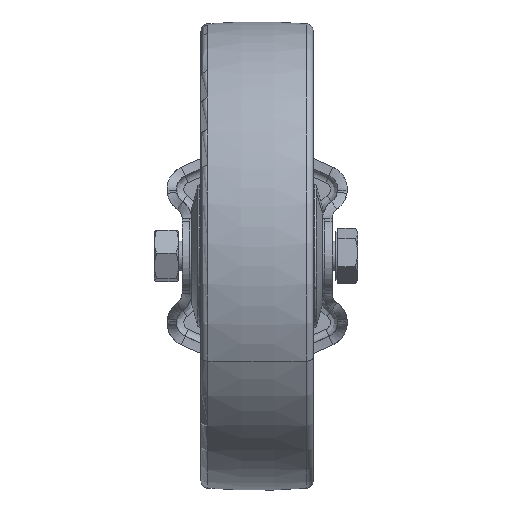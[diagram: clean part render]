
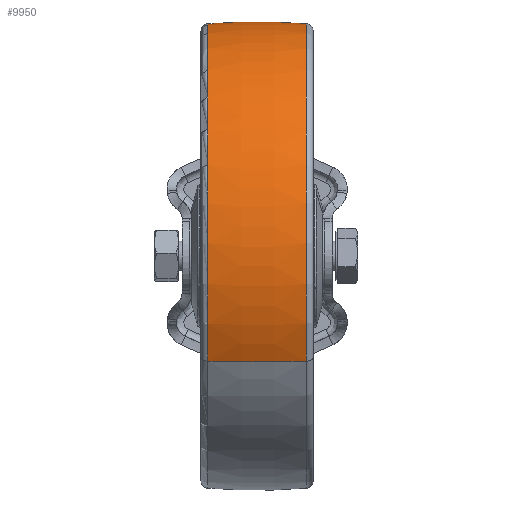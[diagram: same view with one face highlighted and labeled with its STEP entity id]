
A CAD part, front view. The second image highlights one B-rep face of the part: STEP entity #9950.
In plain terms, the highlighted toroidal (fillet/blend) face has major radius 137.5 mm and minor radius 200 mm.
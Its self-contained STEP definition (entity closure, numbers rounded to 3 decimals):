
#1476 = DIRECTION ( 'NONE',  ( -1., 0., 0. ) ) ;
#2320 = VERTEX_POINT ( 'NONE', #29795 ) ;
#2530 = TOROIDAL_SURFACE ( 'NONE', #5275, -137.5, 200. ) ;
#2590 = CARTESIAN_POINT ( 'NONE',  ( -13.131, 62.068, 0. ) ) ;
#4081 = DIRECTION ( 'NONE',  ( 1., 0., 0. ) ) ;
#4816 = DIRECTION ( 'NONE',  ( 0., 0., 1. ) ) ;
#5275 = AXIS2_PLACEMENT_3D ( 'NONE', #30654, #51068, #26765 ) ;
#5985 = ORIENTED_EDGE ( 'NONE', *, *, #21755, .F. ) ;
#8351 = CARTESIAN_POINT ( 'NONE',  ( 0., 137.5, 0. ) ) ;
#8734 = EDGE_CURVE ( 'NONE', #46618, #15423, #41358, .T. ) ;
#9221 = CIRCLE ( 'NONE', #46873, 200. ) ;
#9950 = ADVANCED_FACE ( 'NONE', ( #26610 ), #2530, .T. ) ;
#10464 = VERTEX_POINT ( 'NONE', #29712 ) ;
#12468 = DIRECTION ( 'NONE',  ( -1., 0., 0. ) ) ;
#15423 = VERTEX_POINT ( 'NONE', #2590 ) ;
#19222 = CIRCLE ( 'NONE', #36096, 200. ) ;
#21565 = ORIENTED_EDGE ( 'NONE', *, *, #26622, .T. ) ;
#21755 = EDGE_CURVE ( 'NONE', #10464, #46618, #19222, .T. ) ;
#23471 = CIRCLE ( 'NONE', #30978, 62.068 ) ;
#25343 = ORIENTED_EDGE ( 'NONE', *, *, #45049, .F. ) ;
#25698 = CARTESIAN_POINT ( 'NONE',  ( -13.131, 0., 0. ) ) ;
#25752 = EDGE_LOOP ( 'NONE', ( #25343, #21565, #50195, #5985 ) ) ;
#26610 = FACE_OUTER_BOUND ( 'NONE', #25752, .T. ) ;
#26622 = EDGE_CURVE ( 'NONE', #2320, #15423, #9221, .T. ) ;
#26765 = DIRECTION ( 'NONE',  ( 0., -1., 0. ) ) ;
#28352 = CARTESIAN_POINT ( 'NONE',  ( 13.131, 0., 0. ) ) ;
#29103 = CARTESIAN_POINT ( 'NONE',  ( 0., -137.5, 0. ) ) ;
#29712 = CARTESIAN_POINT ( 'NONE',  ( 13.131, -62.068, 0. ) ) ;
#29764 = DIRECTION ( 'NONE',  ( 0., -1., 0. ) ) ;
#29795 = CARTESIAN_POINT ( 'NONE',  ( 13.131, 62.068, 0. ) ) ;
#30654 = CARTESIAN_POINT ( 'NONE',  ( 0., 0., 0. ) ) ;
#30978 = AXIS2_PLACEMENT_3D ( 'NONE', #28352, #4081, #32431 ) ;
#32431 = DIRECTION ( 'NONE',  ( 0., 1., 0. ) ) ;
#33188 = DIRECTION ( 'NONE',  ( 0., -1., 0. ) ) ;
#36096 = AXIS2_PLACEMENT_3D ( 'NONE', #8351, #36757, #12468 ) ;
#36757 = DIRECTION ( 'NONE',  ( 0., 0., -1. ) ) ;
#38509 = AXIS2_PLACEMENT_3D ( 'NONE', #25698, #1476, #29764 ) ;
#41358 = CIRCLE ( 'NONE', #38509, 62.068 ) ;
#42136 = CARTESIAN_POINT ( 'NONE',  ( -13.131, -62.068, 0. ) ) ;
#45049 = EDGE_CURVE ( 'NONE', #2320, #10464, #23471, .T. ) ;
#46618 = VERTEX_POINT ( 'NONE', #42136 ) ;
#46873 = AXIS2_PLACEMENT_3D ( 'NONE', #29103, #4816, #33188 ) ;
#50195 = ORIENTED_EDGE ( 'NONE', *, *, #8734, .F. ) ;
#51068 = DIRECTION ( 'NONE',  ( -1., 0., 0. ) ) ;
